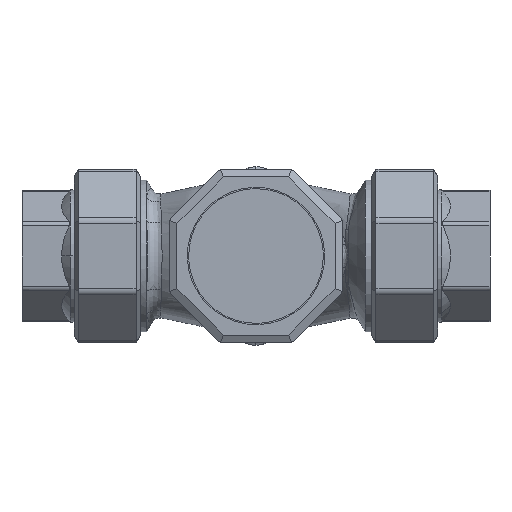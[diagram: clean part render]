
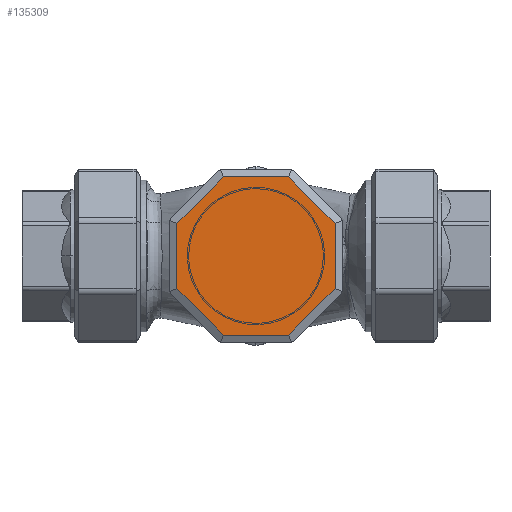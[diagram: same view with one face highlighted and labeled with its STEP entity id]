
A CAD part, front view. The second image highlights one B-rep face of the part: STEP entity #135309.
In plain terms, the highlighted planar face has unit normal (0, -1, 0).
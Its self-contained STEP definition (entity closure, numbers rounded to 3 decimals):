
#939 = AXIS2_PLACEMENT_3D ( 'NONE', #110434, #110435, #110436 ) ;
#22767 = VERTEX_POINT ( 'NONE', #80190 ) ;
#22772 = VERTEX_POINT ( 'NONE', #80211 ) ;
#22775 = VERTEX_POINT ( 'NONE', #80315 ) ;
#23449 = VERTEX_POINT ( 'NONE', #86941 ) ;
#23551 = VERTEX_POINT ( 'NONE', #86946 ) ;
#23553 = VERTEX_POINT ( 'NONE', #86915 ) ;
#60965 = EDGE_CURVE ( 'NONE', #130768, #23553, #126523, .T. ) ;
#60991 = EDGE_CURVE ( 'NONE', #23553, #130611, #126866, .T. ) ;
#60997 = EDGE_CURVE ( 'NONE', #130611, #22772, #126988, .T. ) ;
#65030 = LINE ( 'NONE', #65031, #135465 ) ;
#65031 = CARTESIAN_POINT ( 'NONE',  ( -31.093, -68.039, -48.228 ) ) ;
#65032 = DIRECTION ( 'NONE',  ( 0., 0., -1. ) ) ;
#65143 = LINE ( 'NONE', #65148, #135363 ) ;
#65148 = CARTESIAN_POINT ( 'NONE',  ( 31.093, -68.039, -48.228 ) ) ;
#65149 = DIRECTION ( 'NONE',  ( 0., 0., 1. ) ) ;
#65218 = LINE ( 'NONE', #65219, #135409 ) ;
#65219 = CARTESIAN_POINT ( 'NONE',  ( -46.1, -68.039, -2.128 ) ) ;
#65220 = DIRECTION ( 'NONE',  ( -0.707, 0., -0.707 ) ) ;
#65224 = LINE ( 'NONE', #65225, #135582 ) ;
#65225 = CARTESIAN_POINT ( 'NONE',  ( 0., -68.039, 31.093 ) ) ;
#65226 = DIRECTION ( 'NONE',  ( -1., 0., 0. ) ) ;
#80190 = CARTESIAN_POINT ( 'NONE',  ( 31.093, -68.039, 12.879 ) ) ;
#80211 = CARTESIAN_POINT ( 'NONE',  ( 31.093, -68.039, -12.879 ) ) ;
#80315 = CARTESIAN_POINT ( 'NONE',  ( 12.879, -68.039, 31.093 ) ) ;
#86915 = CARTESIAN_POINT ( 'NONE',  ( -12.879, -68.039, -31.093 ) ) ;
#86941 = CARTESIAN_POINT ( 'NONE',  ( -31.093, -68.039, 12.879 ) ) ;
#86946 = CARTESIAN_POINT ( 'NONE',  ( -12.879, -68.039, 31.093 ) ) ;
#89863 = ORIENTED_EDGE ( 'NONE', *, *, #103836, .T. ) ;
#89874 = ORIENTED_EDGE ( 'NONE', *, *, #60997, .T. ) ;
#89882 = ORIENTED_EDGE ( 'NONE', *, *, #103843, .T. ) ;
#89913 = ORIENTED_EDGE ( 'NONE', *, *, #60965, .T. ) ;
#90090 = ORIENTED_EDGE ( 'NONE', *, *, #60991, .T. ) ;
#90188 = ORIENTED_EDGE ( 'NONE', *, *, #103784, .T. ) ;
#90304 = ORIENTED_EDGE ( 'NONE', *, *, #103630, .T. ) ;
#90346 = ORIENTED_EDGE ( 'NONE', *, *, #103677, .T. ) ;
#103544 = VECTOR ( 'NONE', #126933, 1000. ) ;
#103575 = VECTOR ( 'NONE', #126992, 1000. ) ;
#103619 = VECTOR ( 'NONE', #126529, 1000. ) ;
#103630 = EDGE_CURVE ( 'NONE', #22767, #22775, #106597, .T. ) ;
#103677 = EDGE_CURVE ( 'NONE', #23449, #130768, #65030, .T. ) ;
#103784 = EDGE_CURVE ( 'NONE', #22772, #22767, #65143, .T. ) ;
#103836 = EDGE_CURVE ( 'NONE', #23551, #23449, #65218, .T. ) ;
#103843 = EDGE_CURVE ( 'NONE', #22775, #23551, #65224, .T. ) ;
#104807 = CARTESIAN_POINT ( 'NONE',  ( 12.879, -68.039, -31.093 ) ) ;
#104819 = CARTESIAN_POINT ( 'NONE',  ( -31.093, -68.039, -12.879 ) ) ;
#106597 = LINE ( 'NONE', #106625, #135392 ) ;
#106625 = CARTESIAN_POINT ( 'NONE',  ( 46.1, -68.039, -2.128 ) ) ;
#106632 = DIRECTION ( 'NONE',  ( -0.707, 0., 0.707 ) ) ;
#110428 = FACE_OUTER_BOUND ( 'NONE', #130732, .T. ) ;
#110433 = PLANE ( 'NONE',  #939 ) ;
#110434 = CARTESIAN_POINT ( 'NONE',  ( 0., -68.039, -48.228 ) ) ;
#110435 = DIRECTION ( 'NONE',  ( 0., 1., 0. ) ) ;
#110436 = DIRECTION ( 'NONE',  ( -0.383, 0., 0.924 ) ) ;
#126523 = LINE ( 'NONE', #126527, #103619 ) ;
#126527 = CARTESIAN_POINT ( 'NONE',  ( 2.128, -68.039, -46.1 ) ) ;
#126529 = DIRECTION ( 'NONE',  ( 0.707, 0., -0.707 ) ) ;
#126866 = LINE ( 'NONE', #126931, #103544 ) ;
#126931 = CARTESIAN_POINT ( 'NONE',  ( 0., -68.039, -31.093 ) ) ;
#126933 = DIRECTION ( 'NONE',  ( 1., 0., 0. ) ) ;
#126988 = LINE ( 'NONE', #126990, #103575 ) ;
#126990 = CARTESIAN_POINT ( 'NONE',  ( -2.128, -68.039, -46.1 ) ) ;
#126992 = DIRECTION ( 'NONE',  ( 0.707, 0., 0.707 ) ) ;
#130611 = VERTEX_POINT ( 'NONE', #104807 ) ;
#130732 = EDGE_LOOP ( 'NONE', ( #89913, #90090, #89874, #90188, #90304, #89882, #89863, #90346 ) ) ;
#130768 = VERTEX_POINT ( 'NONE', #104819 ) ;
#135309 = ADVANCED_FACE ( 'NONE', ( #110428 ), #110433, .F. ) ;
#135363 = VECTOR ( 'NONE', #65149, 1000. ) ;
#135392 = VECTOR ( 'NONE', #106632, 1000. ) ;
#135409 = VECTOR ( 'NONE', #65220, 1000. ) ;
#135465 = VECTOR ( 'NONE', #65032, 1000. ) ;
#135582 = VECTOR ( 'NONE', #65226, 1000. ) ;
